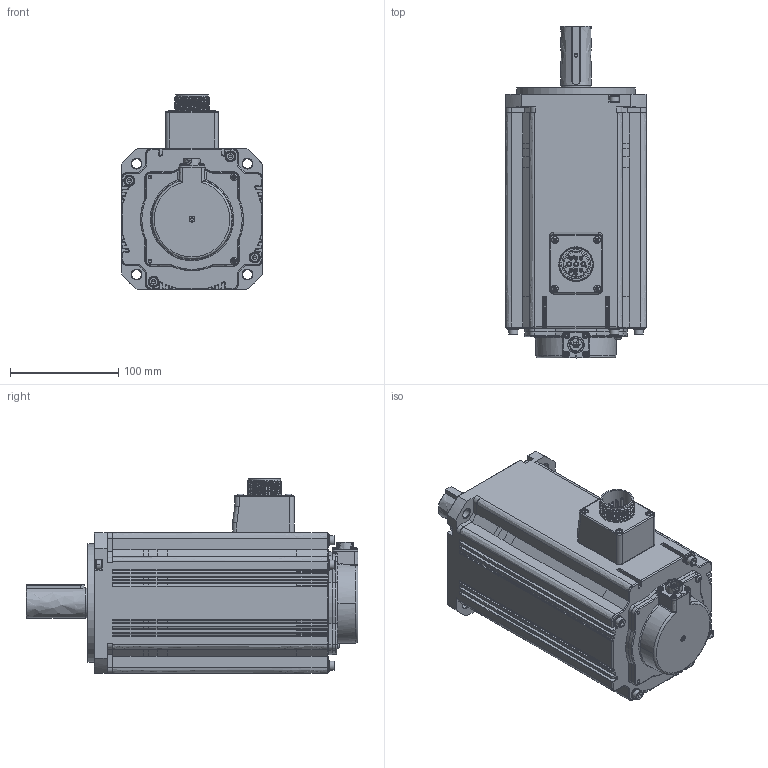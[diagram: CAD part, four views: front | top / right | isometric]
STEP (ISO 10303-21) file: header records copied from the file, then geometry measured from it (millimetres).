
FILE_DESCRIPTION( ('This file contains a STEP AP42 implementation' ,'as created by ZW3D STEP Interface translator.') ,'2;1' );
FILE_NAME( 'X6MA400R-B2LA.stp' ,'22 331.11 156', (''), ('ZWCAD Software Co.'), 'Version 1.0', 'ZW3D to STEP translator', '' );
FILE_SCHEMA(('AUTOMOTIVE_DESIGN'));
Length unit declared in the file: millimetre
Products named in the file (2): 0; 錨璃003
Bounding box: 130 x 307 x 180.1 mm (x, y, z)
Volume: 3548608.8 mm3; surface area: 200787.2 mm2
Topology: 1 solids, 1 shells, 2319 faces, 6113 edges, 3878 vertices
Faces by surface type: bspline 2319
Entity records: 113529 total; most frequent: CARTESIAN_POINT 76532, ORIENTED_EDGE 12132, EDGE_CURVE 6066, B_SPLINE_CURVE_WITH_KNOTS 4418, VERTEX_POINT 3879, EDGE_LOOP 2457, FACE_OUTER_BOUND 2319, ADVANCED_FACE 2319
